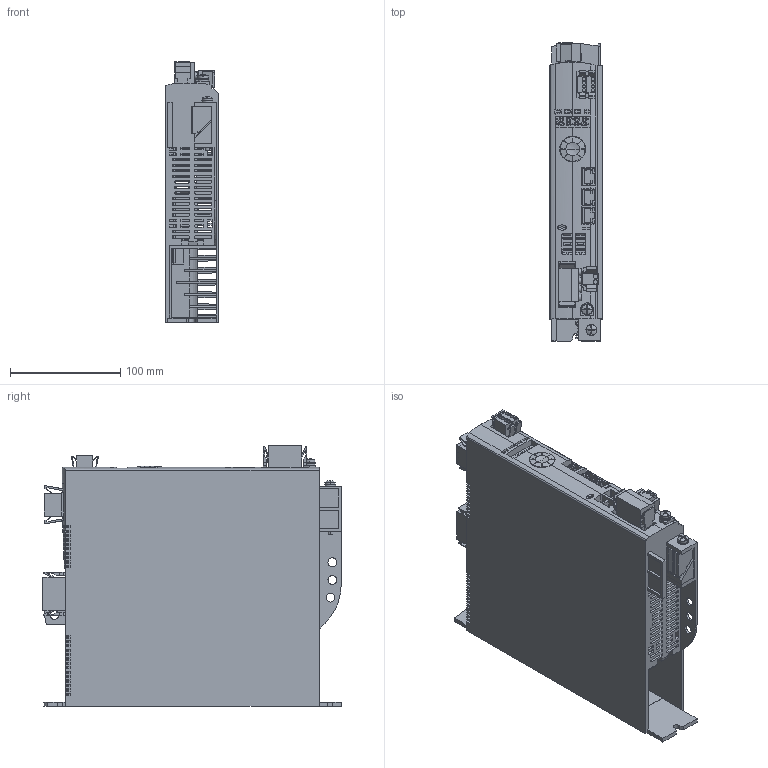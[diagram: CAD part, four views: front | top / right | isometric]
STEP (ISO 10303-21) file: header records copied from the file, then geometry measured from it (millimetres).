
FILE_DESCRIPTION(('STEP AP242'),'1');
FILE_NAME('drive_lxm32au60n4.stp','2019-06-07T09:23:54',('TraceParts'),('TraceParts S.A.'),'Spatial InterOp 3D',' ',' ');
FILE_SCHEMA(('AP242_MANAGED_MODEL_BASED_3D_ENGINEERING_MIM_LF {1 0 10303 442 1 1 4}'));
Length unit declared in the file: millimetre
Products named in the file (1): drive_lxm32au60n4_1
Bounding box: 48 x 270.7 x 236.7 mm (x, y, z)
Volume: 730624.3 mm3; surface area: 510008.2 mm2
Topology: 7 solids, 58 shells, 4928 faces, 13792 edges, 8943 vertices
Faces by surface type: plane 3663, cylinder 1076, bspline 96, cone 81, sphere 10, torus 2
Entity records: 199641 total; most frequent: CARTESIAN_POINT 33665, ORIENTED_EDGE 27554, DIRECTION 24525, EDGE_CURVE 13777, LINE 10825, VECTOR 10825, VERTEX_POINT 8943, AXIS2_PLACEMENT_3D 6850
